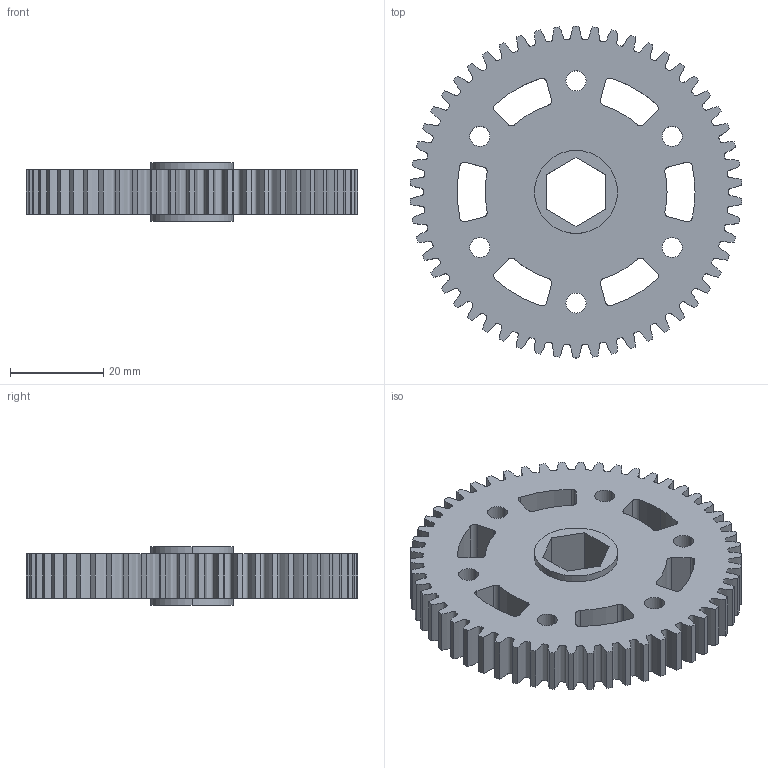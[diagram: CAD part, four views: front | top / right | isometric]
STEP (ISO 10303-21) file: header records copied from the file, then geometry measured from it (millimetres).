
FILE_DESCRIPTION (( 'STEP AP214' ), '1' );
FILE_NAME ('217-3221-STEP.STEP', '2013-12-09T16:12:14', ( '' ), ( '' ), 'SwSTEP 2.0', 'SolidWorks 2013', '' );
FILE_SCHEMA (( 'AUTOMOTIVE_DESIGN' ));
Length unit declared in the file: millimetre
Products named in the file (1): 217-3221-STEP
Bounding box: 71.06 x 71.12 x 12.62 mm (x, y, z)
Volume: 30271.5 mm3; surface area: 13657.2 mm2
Topology: 1 solids, 1 shells, 190 faces, 558 edges, 372 vertices
Faces by surface type: cylinder 114, bspline 54, plane 22
Entity records: 20860 total; most frequent: CARTESIAN_POINT 15863, ORIENTED_EDGE 1116, DIRECTION 952, EDGE_CURVE 558, VERTEX_POINT 372, AXIS2_PLACEMENT_3D 365, CIRCLE 228, VECTOR 222
